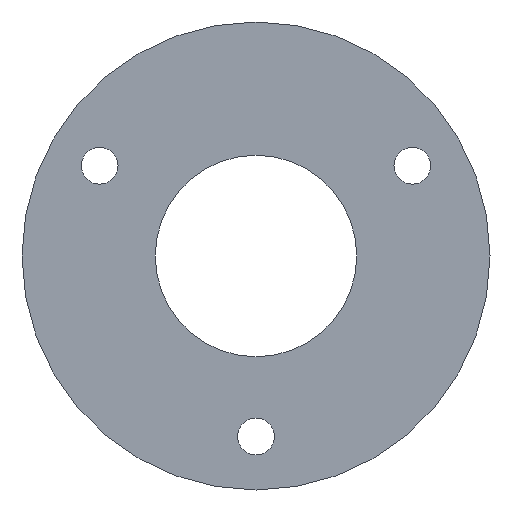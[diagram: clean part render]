
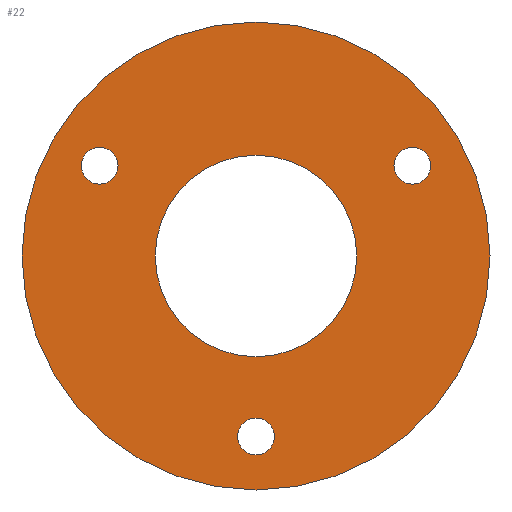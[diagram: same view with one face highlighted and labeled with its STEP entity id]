
A CAD part, front view. The second image highlights one B-rep face of the part: STEP entity #22.
In plain terms, the highlighted planar face has unit normal (0, -1, 0).
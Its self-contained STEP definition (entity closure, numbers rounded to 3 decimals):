
#7 = CARTESIAN_POINT ( 'NONE',  ( 0., 0., 0. ) ) ;
#13 = AXIS2_PLACEMENT_3D ( 'NONE', #250, #150, #215 ) ;
#22 = ADVANCED_FACE ( 'NONE', ( #385, #107, #349, #27, #460 ), #426, .F. ) ;
#23 = CIRCLE ( 'NONE', #282, 30.15 ) ;
#27 = FACE_BOUND ( 'NONE', #203, .T. ) ;
#31 = EDGE_LOOP ( 'NONE', ( #270, #192 ) ) ;
#33 = VERTEX_POINT ( 'NONE', #362 ) ;
#37 = CIRCLE ( 'NONE', #179, 5.5 ) ;
#41 = CARTESIAN_POINT ( 'NONE',  ( 0., 0., -54. ) ) ;
#42 = AXIS2_PLACEMENT_3D ( 'NONE', #90, #260, #412 ) ;
#46 = CARTESIAN_POINT ( 'NONE',  ( 0., 0., 0. ) ) ;
#48 = DIRECTION ( 'NONE',  ( 0., 1., 0. ) ) ;
#49 = EDGE_CURVE ( 'NONE', #342, #91, #265, .T. ) ;
#54 = ORIENTED_EDGE ( 'NONE', *, *, #49, .T. ) ;
#57 = DIRECTION ( 'NONE',  ( 0., 1., 0. ) ) ;
#58 = DIRECTION ( 'NONE',  ( 0., 0., 1. ) ) ;
#60 = CARTESIAN_POINT ( 'NONE',  ( 0., 0., -48.5 ) ) ;
#66 = DIRECTION ( 'NONE',  ( 0., 1., 0. ) ) ;
#69 = VERTEX_POINT ( 'NONE', #178 ) ;
#71 = CIRCLE ( 'NONE', #273, 5.5 ) ;
#72 = EDGE_CURVE ( 'NONE', #457, #239, #71, .T. ) ;
#82 = EDGE_CURVE ( 'NONE', #239, #457, #102, .T. ) ;
#83 = DIRECTION ( 'NONE',  ( 0., 1., 0. ) ) ;
#84 = DIRECTION ( 'NONE',  ( 0., 0., 1. ) ) ;
#85 = CARTESIAN_POINT ( 'NONE',  ( 0., 0., -59.5 ) ) ;
#90 = CARTESIAN_POINT ( 'NONE',  ( 0., 0., 0. ) ) ;
#91 = VERTEX_POINT ( 'NONE', #467 ) ;
#96 = CARTESIAN_POINT ( 'NONE',  ( 46.765, 0., 27. ) ) ;
#102 = CIRCLE ( 'NONE', #13, 5.5 ) ;
#104 = VERTEX_POINT ( 'NONE', #147 ) ;
#105 = EDGE_CURVE ( 'NONE', #104, #415, #132, .T. ) ;
#106 = CARTESIAN_POINT ( 'NONE',  ( 0., 0., -70. ) ) ;
#107 = FACE_BOUND ( 'NONE', #31, .T. ) ;
#111 = ORIENTED_EDGE ( 'NONE', *, *, #105, .F. ) ;
#118 = DIRECTION ( 'NONE',  ( 0., 0., 1. ) ) ;
#121 = DIRECTION ( 'NONE',  ( 0., 1., 0. ) ) ;
#129 = VERTEX_POINT ( 'NONE', #359 ) ;
#130 = CARTESIAN_POINT ( 'NONE',  ( -46.765, 0., 27. ) ) ;
#132 = CIRCLE ( 'NONE', #195, 70. ) ;
#135 = CARTESIAN_POINT ( 'NONE',  ( -46.765, 0., 27. ) ) ;
#141 = DIRECTION ( 'NONE',  ( 0., 0., 1. ) ) ;
#143 = ORIENTED_EDGE ( 'NONE', *, *, #72, .T. ) ;
#147 = CARTESIAN_POINT ( 'NONE',  ( 0., 0., 70. ) ) ;
#148 = AXIS2_PLACEMENT_3D ( 'NONE', #96, #419, #240 ) ;
#150 = DIRECTION ( 'NONE',  ( 0., 1., 0. ) ) ;
#153 = DIRECTION ( 'NONE',  ( 0., 0., 1. ) ) ;
#176 = ORIENTED_EDGE ( 'NONE', *, *, #324, .F. ) ;
#177 = EDGE_CURVE ( 'NONE', #69, #33, #37, .T. ) ;
#178 = CARTESIAN_POINT ( 'NONE',  ( -46.765, 0., 32.5 ) ) ;
#179 = AXIS2_PLACEMENT_3D ( 'NONE', #135, #294, #58 ) ;
#192 = ORIENTED_EDGE ( 'NONE', *, *, #262, .T. ) ;
#195 = AXIS2_PLACEMENT_3D ( 'NONE', #395, #83, #118 ) ;
#203 = EDGE_LOOP ( 'NONE', ( #143, #303 ) ) ;
#215 = DIRECTION ( 'NONE',  ( 0., 0., 1. ) ) ;
#218 = DIRECTION ( 'NONE',  ( 0., 0., 1. ) ) ;
#221 = CIRCLE ( 'NONE', #319, 5.5 ) ;
#231 = ORIENTED_EDGE ( 'NONE', *, *, #403, .T. ) ;
#235 = AXIS2_PLACEMENT_3D ( 'NONE', #310, #66, #141 ) ;
#239 = VERTEX_POINT ( 'NONE', #85 ) ;
#240 = DIRECTION ( 'NONE',  ( 0., 0., 1. ) ) ;
#241 = EDGE_LOOP ( 'NONE', ( #176, #111 ) ) ;
#250 = CARTESIAN_POINT ( 'NONE',  ( 0., 0., -54. ) ) ;
#260 = DIRECTION ( 'NONE',  ( 0., 1., 0. ) ) ;
#261 = ORIENTED_EDGE ( 'NONE', *, *, #328, .T. ) ;
#262 = EDGE_CURVE ( 'NONE', #33, #69, #221, .T. ) ;
#265 = CIRCLE ( 'NONE', #325, 30.15 ) ;
#270 = ORIENTED_EDGE ( 'NONE', *, *, #177, .T. ) ;
#273 = AXIS2_PLACEMENT_3D ( 'NONE', #41, #121, #434 ) ;
#282 = AXIS2_PLACEMENT_3D ( 'NONE', #330, #406, #334 ) ;
#294 = DIRECTION ( 'NONE',  ( 0., 1., 0. ) ) ;
#300 = ORIENTED_EDGE ( 'NONE', *, *, #464, .T. ) ;
#302 = CARTESIAN_POINT ( 'NONE',  ( 46.765, 0., 21.5 ) ) ;
#303 = ORIENTED_EDGE ( 'NONE', *, *, #82, .T. ) ;
#310 = CARTESIAN_POINT ( 'NONE',  ( 46.765, 0., 27. ) ) ;
#313 = EDGE_LOOP ( 'NONE', ( #54, #261 ) ) ;
#319 = AXIS2_PLACEMENT_3D ( 'NONE', #130, #57, #218 ) ;
#324 = EDGE_CURVE ( 'NONE', #415, #104, #346, .T. ) ;
#325 = AXIS2_PLACEMENT_3D ( 'NONE', #46, #48, #153 ) ;
#328 = EDGE_CURVE ( 'NONE', #91, #342, #23, .T. ) ;
#330 = CARTESIAN_POINT ( 'NONE',  ( 0., 0., 0. ) ) ;
#334 = DIRECTION ( 'NONE',  ( 0., 0., 1. ) ) ;
#342 = VERTEX_POINT ( 'NONE', #452 ) ;
#346 = CIRCLE ( 'NONE', #42, 70. ) ;
#349 = FACE_BOUND ( 'NONE', #411, .T. ) ;
#359 = CARTESIAN_POINT ( 'NONE',  ( 46.765, 0., 32.5 ) ) ;
#362 = CARTESIAN_POINT ( 'NONE',  ( -46.765, 0., 21.5 ) ) ;
#367 = CIRCLE ( 'NONE', #148, 5.5 ) ;
#375 = AXIS2_PLACEMENT_3D ( 'NONE', #7, #405, #84 ) ;
#379 = VERTEX_POINT ( 'NONE', #302 ) ;
#385 = FACE_BOUND ( 'NONE', #313, .T. ) ;
#395 = CARTESIAN_POINT ( 'NONE',  ( 0., 0., 0. ) ) ;
#403 = EDGE_CURVE ( 'NONE', #129, #379, #367, .T. ) ;
#405 = DIRECTION ( 'NONE',  ( 0., 1., 0. ) ) ;
#406 = DIRECTION ( 'NONE',  ( 0., 1., 0. ) ) ;
#411 = EDGE_LOOP ( 'NONE', ( #231, #300 ) ) ;
#412 = DIRECTION ( 'NONE',  ( 0., 0., 1. ) ) ;
#415 = VERTEX_POINT ( 'NONE', #106 ) ;
#419 = DIRECTION ( 'NONE',  ( 0., 1., 0. ) ) ;
#426 = PLANE ( 'NONE',  #375 ) ;
#434 = DIRECTION ( 'NONE',  ( 0., 0., 1. ) ) ;
#452 = CARTESIAN_POINT ( 'NONE',  ( 0., 0., 30.15 ) ) ;
#457 = VERTEX_POINT ( 'NONE', #60 ) ;
#460 = FACE_OUTER_BOUND ( 'NONE', #241, .T. ) ;
#464 = EDGE_CURVE ( 'NONE', #379, #129, #470, .T. ) ;
#467 = CARTESIAN_POINT ( 'NONE',  ( 0., 0., -30.15 ) ) ;
#470 = CIRCLE ( 'NONE', #235, 5.5 ) ;
